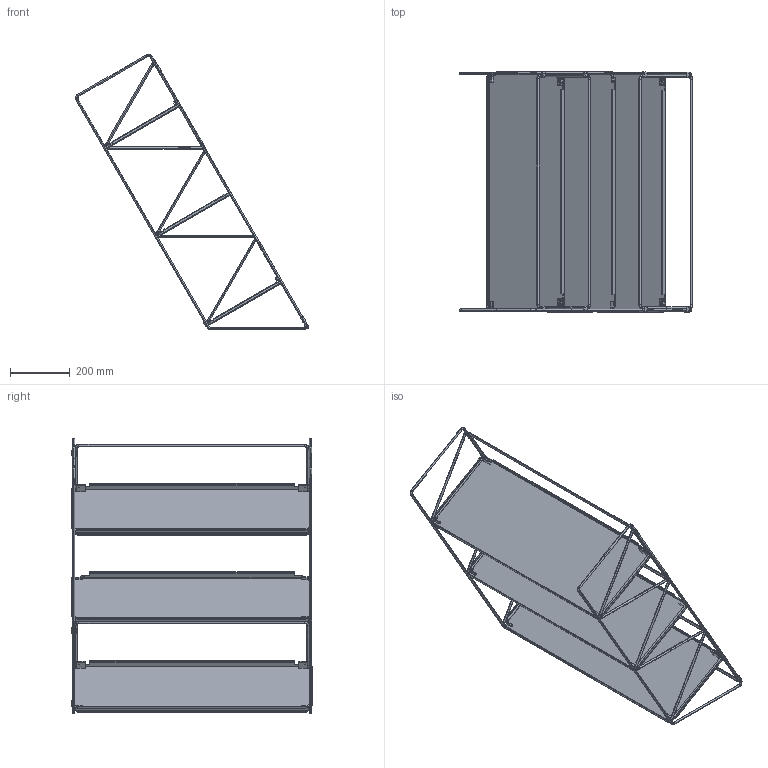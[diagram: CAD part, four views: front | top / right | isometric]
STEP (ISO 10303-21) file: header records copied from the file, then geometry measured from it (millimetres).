
FILE_DESCRIPTION (( 'STEP AP203' ), '1' );
FILE_NAME ('1211.STEP', '2023-06-14T10:43:58', ( '' ), ( '' ), 'SwSTEP 2.0', 'SolidWorks 2022', '' );
FILE_SCHEMA (( 'CONFIG_CONTROL_DESIGN' ));
Length unit declared in the file: millimetre
Products named in the file (20): 08121011.IGS; ZrcadleníVecko D - SKR Mala.IGS; Fleysen sponka V4-pro návody.IGS; Vecko D - SKR Mala.IGS; L drat 8mm.IGS; 08121042 - zavřený_Zavřený JP.IGS; 1211; ZrcadleníBOK D - 3 pol 1211.IGS; Pricka D - SKR Mala.IGS; 08121041.IGS; ZrcadleníL drat 8mm.IGS; L drat 8mm-1.IGS; 08121031.IGS; 1211.IGS; ZrcadleníPricka D - SKR Mala.IGS; BOK D - 3 pol 1211.IGS; Obdelnik 1210.IGS; U drat 8mm.IGS; Sroub M6x8-hl10_ST6,3x13-F-H.IGS; ZrcadleníU drat 8mm.IGS
Assembly tree (44 placements, depth 3):
  1211
    1211.IGS
      BOK D - 3 pol 1211.IGS
      Vecko D - SKR Mala.IGS  x2
      Pricka D - SKR Mala.IGS
      L drat 8mm.IGS
      U drat 8mm.IGS
      L drat 8mm-1.IGS
      Obdelnik 1210.IGS  x2
      08121041.IGS  x3
      08121011.IGS  x4
      08121031.IGS  x4
      ZrcadleníBOK D - 3 pol 1211.IGS
      ZrcadleníVecko D - SKR Mala.IGS  x2
      ZrcadleníPricka D - SKR Mala.IGS
      ZrcadleníL drat 8mm.IGS  x2
      ZrcadleníU drat 8mm.IGS
      Sroub M6x8-hl10_ST6,3x13-F-H.IGS  x4
      Fleysen sponka V4-pro návody.IGS  x8
      08121042 - zavřený_Zavřený JP.IGS  x4
Bounding box: 778.87 x 802.48 x 921.87 mm (x, y, z)
Volume: 1600159.8 mm3; surface area: 2076860.9 mm2
Topology: 43 solids, 43 shells, 1288 faces, 3094 edges, 1856 vertices
Faces by surface type: bspline 647, plane 641
Entity records: 19187 total; most frequent: CARTESIAN_POINT 5756, ORIENTED_EDGE 2342, DIRECTION 2076, EDGE_CURVE 1171, AXIS2_PLACEMENT_3D 724, VERTEX_POINT 673, VECTOR 628, LINE 628
